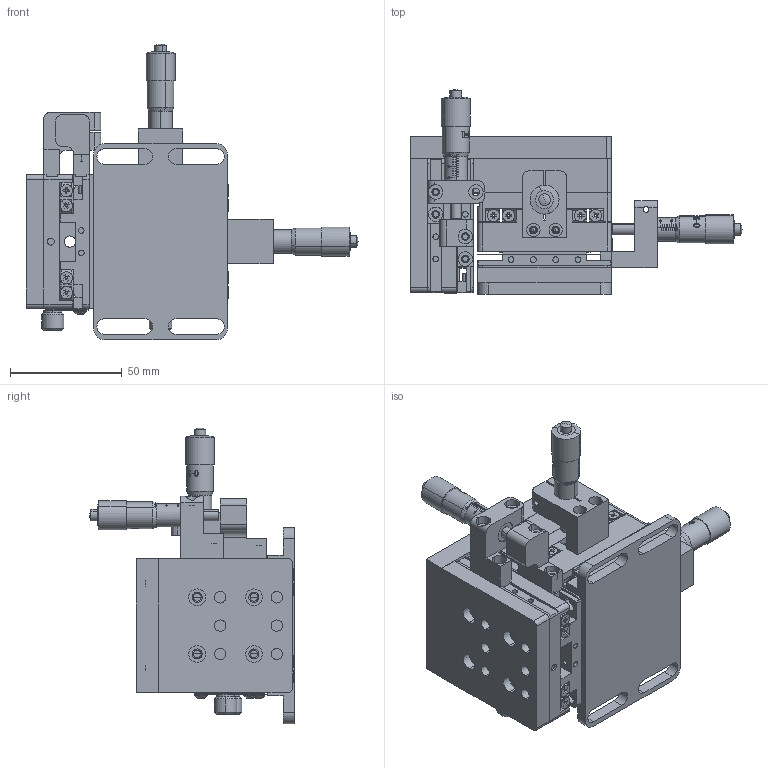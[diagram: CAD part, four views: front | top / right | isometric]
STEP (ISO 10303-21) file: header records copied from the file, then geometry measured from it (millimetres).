
FILE_DESCRIPTION (( 'STEP AP214' ), '1' );
FILE_NAME ('06FAS-3R.STEP', '2018-05-31T08:54:15', ( '' ), ( '' ), 'SwSTEP 2.0', 'SolidWorks 2016', '' );
FILE_SCHEMA (( 'AUTOMOTIVE_DESIGN' ));
Length unit declared in the file: millimetre
Products named in the file (1): 06FAS-3R
Bounding box: 148.8 x 91.7 x 132.5 mm (x, y, z)
Surface area: 121291.3 mm2 (no closed solid volume)
Topology: 0 solids, 97 shells, 1220 faces, 5463 edges, 4267 vertices
Faces by surface type: plane 693, cylinder 396, cone 104, torus 10, bspline 9, sphere 8
Entity records: 81753 total; most frequent: CARTESIAN_POINT 25732, DIRECTION 8387, ORIENTED_EDGE 7719, EDGE_CURVE 5445, VERTEX_POINT 4267, AXIS2_PLACEMENT_3D 2824, VECTOR 2739, LINE 2739
